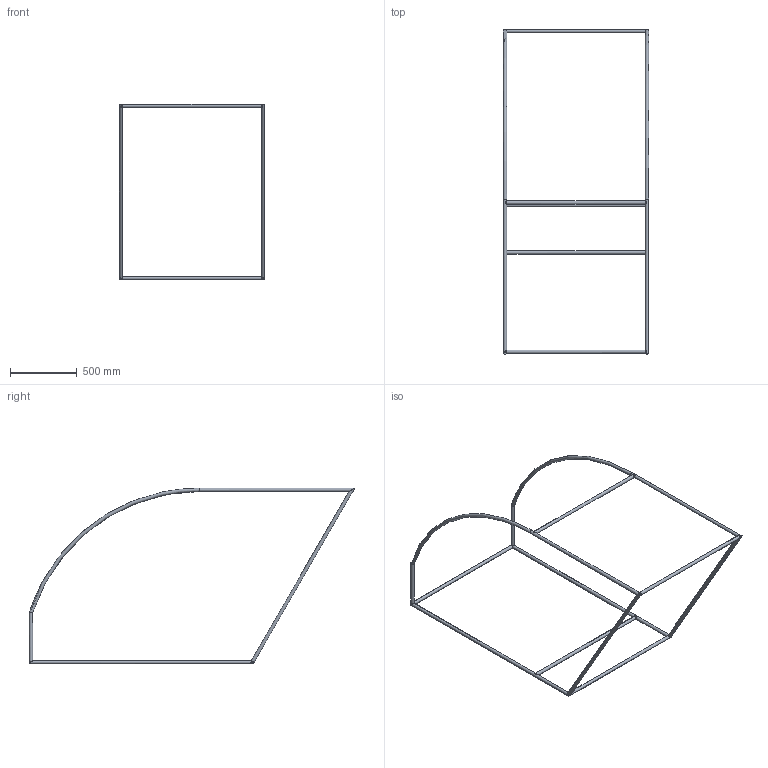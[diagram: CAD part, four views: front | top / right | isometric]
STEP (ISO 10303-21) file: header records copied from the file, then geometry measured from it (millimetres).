
FILE_DESCRIPTION(/* description */ (''),/* implementation_level */ '2;1');
FILE_NAME(/* name */ 'Untitled v2.step',/* time_stamp */ '2017-08-23T19:49:48+05:00',/* author */ (''),/* organization */ (''),/* preprocessor_version */ 'ST-DEVELOPER v16.13',/* originating_system */ 'Autodesk Translation Framework v6.1.1.50',/* authorisation */ '');
FILE_SCHEMA (('AUTOMOTIVE_DESIGN { 1 0 10303 214 3 1 1 }'));
Length unit declared in the file: millimetre
Products named in the file (1): Untitled v2
Bounding box: 1092.2 x 2446.58 x 1320.8 mm (x, y, z)
Volume: 4330580.3 mm3; surface area: 2325157.5 mm2
Topology: 1 solids, 6 shells, 90 faces, 223 edges, 138 vertices
Faces by surface type: cylinder 69, plane 18, torus 3
Full cylindrical faces by diameter (mm): 21.4 x10, 25.4 x13
Entity records: 3100 total; most frequent: CARTESIAN_POINT 1168, DIRECTION 432, ORIENTED_EDGE 352, AXIS2_PLACEMENT_3D 203, EDGE_CURVE 174, VERTEX_POINT 123, EDGE_LOOP 121, FACE_OUTER_BOUND 85
